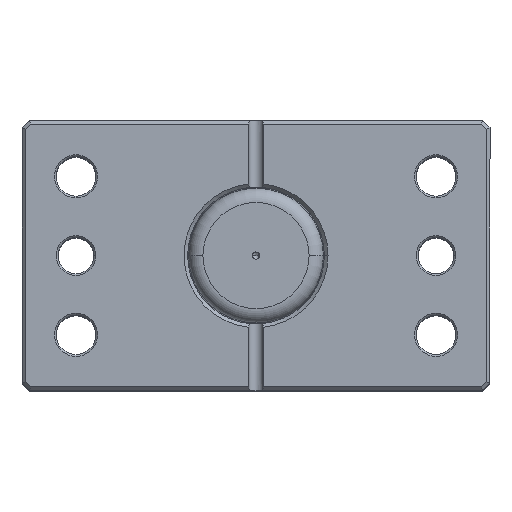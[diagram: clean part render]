
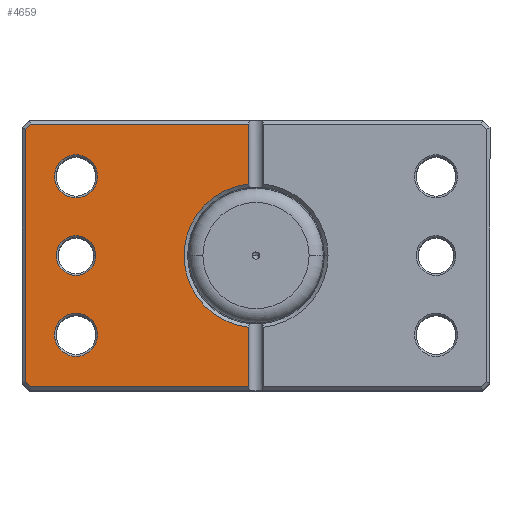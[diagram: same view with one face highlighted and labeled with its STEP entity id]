
A CAD part, top view. The second image highlights one B-rep face of the part: STEP entity #4659.
In plain terms, the highlighted face is planar.
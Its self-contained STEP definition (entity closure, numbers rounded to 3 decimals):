
#34 = CARTESIAN_POINT ( 'NONE',  ( 50., 22., 0. ) ) ;
#55 = CARTESIAN_POINT ( 'NONE',  ( 62.586, 36.5, 0. ) ) ;
#74 = EDGE_LOOP ( 'NONE', ( #5192, #590 ) ) ;
#120 = ORIENTED_EDGE ( 'NONE', *, *, #5200, .T. ) ;
#252 = DIRECTION ( 'NONE',  ( 0., 1., 0. ) ) ;
#275 = CARTESIAN_POINT ( 'NONE',  ( 56., -22., 0. ) ) ;
#329 = EDGE_CURVE ( 'NONE', #5443, #6672, #2543, .T. ) ;
#390 = EDGE_LOOP ( 'NONE', ( #1316, #6758 ) ) ;
#395 = EDGE_CURVE ( 'NONE', #4749, #3719, #3652, .T. ) ;
#412 = VERTEX_POINT ( 'NONE', #4077 ) ;
#549 = PLANE ( 'NONE',  #6575 ) ;
#572 = CARTESIAN_POINT ( 'NONE',  ( 2., 37.5, 0. ) ) ;
#581 = VERTEX_POINT ( 'NONE', #275 ) ;
#590 = ORIENTED_EDGE ( 'NONE', *, *, #2122, .T. ) ;
#849 = CARTESIAN_POINT ( 'NONE',  ( 56., 22., 0. ) ) ;
#851 = LINE ( 'NONE', #572, #4724 ) ;
#903 = CARTESIAN_POINT ( 'NONE',  ( 2., -19.9, 0. ) ) ;
#997 = FACE_OUTER_BOUND ( 'NONE', #3077, .T. ) ;
#1088 = DIRECTION ( 'NONE',  ( 0., 0., 1. ) ) ;
#1090 = CARTESIAN_POINT ( 'NONE',  ( 50., 22., 0. ) ) ;
#1091 = EDGE_CURVE ( 'NONE', #5931, #6824, #4538, .T. ) ;
#1129 = DIRECTION ( 'NONE',  ( 0., 0., 1. ) ) ;
#1187 = VECTOR ( 'NONE', #6034, 1000. ) ;
#1316 = ORIENTED_EDGE ( 'NONE', *, *, #2472, .T. ) ;
#1531 = LINE ( 'NONE', #2334, #4253 ) ;
#1663 = AXIS2_PLACEMENT_3D ( 'NONE', #6167, #2886, #6691 ) ;
#1678 = CARTESIAN_POINT ( 'NONE',  ( 2., 37.5, 0. ) ) ;
#1815 = LINE ( 'NONE', #6399, #4533 ) ;
#2122 = EDGE_CURVE ( 'NONE', #6824, #5931, #6485, .T. ) ;
#2206 = CARTESIAN_POINT ( 'NONE',  ( 2., 19.9, 0. ) ) ;
#2247 = CARTESIAN_POINT ( 'NONE',  ( 64., -35.086, 0. ) ) ;
#2334 = CARTESIAN_POINT ( 'NONE',  ( 0., 36.5, 0. ) ) ;
#2412 = EDGE_LOOP ( 'NONE', ( #120, #7104 ) ) ;
#2418 = ORIENTED_EDGE ( 'NONE', *, *, #3945, .T. ) ;
#2469 = CARTESIAN_POINT ( 'NONE',  ( 44., -22., 0. ) ) ;
#2470 = FACE_BOUND ( 'NONE', #74, .T. ) ;
#2472 = EDGE_CURVE ( 'NONE', #6795, #581, #2665, .T. ) ;
#2522 = DIRECTION ( 'NONE',  ( 0.707, -0.707, 0. ) ) ;
#2543 = LINE ( 'NONE', #6382, #6874 ) ;
#2588 = CARTESIAN_POINT ( 'NONE',  ( 50., 0., 0. ) ) ;
#2589 = EDGE_CURVE ( 'NONE', #4124, #4471, #851, .T. ) ;
#2665 = CIRCLE ( 'NONE', #5076, 6. ) ;
#2684 = ORIENTED_EDGE ( 'NONE', *, *, #6655, .T. ) ;
#2871 = CARTESIAN_POINT ( 'NONE',  ( 50., -22., 0. ) ) ;
#2873 = CARTESIAN_POINT ( 'NONE',  ( 64., 35.086, 0. ) ) ;
#2886 = DIRECTION ( 'NONE',  ( 0., 0., 1. ) ) ;
#2901 = VECTOR ( 'NONE', #3708, 1000. ) ;
#2960 = CIRCLE ( 'NONE', #1663, 20. ) ;
#3077 = EDGE_LOOP ( 'NONE', ( #4478, #5592, #2684, #6521, #3625, #6015, #4217, #2418 ) ) ;
#3093 = LINE ( 'NONE', #6418, #2901 ) ;
#3140 = DIRECTION ( 'NONE',  ( 1., 0., 0. ) ) ;
#3161 = CIRCLE ( 'NONE', #4243, 6. ) ;
#3298 = CARTESIAN_POINT ( 'NONE',  ( 62.586, -36.5, 0. ) ) ;
#3421 = DIRECTION ( 'NONE',  ( 1., 0., 0. ) ) ;
#3558 = AXIS2_PLACEMENT_3D ( 'NONE', #34, #7033, #6829 ) ;
#3625 = ORIENTED_EDGE ( 'NONE', *, *, #395, .T. ) ;
#3650 = DIRECTION ( 'NONE',  ( 1., 0., 0. ) ) ;
#3652 = LINE ( 'NONE', #5375, #4762 ) ;
#3696 = DIRECTION ( 'NONE',  ( 0., 0., 1. ) ) ;
#3708 = DIRECTION ( 'NONE',  ( -1., 0., 0. ) ) ;
#3719 = VERTEX_POINT ( 'NONE', #2873 ) ;
#3720 = CARTESIAN_POINT ( 'NONE',  ( 50., -22., 0. ) ) ;
#3854 = CARTESIAN_POINT ( 'NONE',  ( 2., -36.5, 0. ) ) ;
#3855 = CARTESIAN_POINT ( 'NONE',  ( 0., 0., 0. ) ) ;
#3901 = EDGE_CURVE ( 'NONE', #3719, #5443, #1815, .T. ) ;
#3909 = FACE_BOUND ( 'NONE', #2412, .T. ) ;
#3945 = EDGE_CURVE ( 'NONE', #6672, #4124, #3093, .T. ) ;
#4052 = DIRECTION ( 'NONE',  ( 1., 0., 0. ) ) ;
#4077 = CARTESIAN_POINT ( 'NONE',  ( 55.5, 0., 0. ) ) ;
#4124 = VERTEX_POINT ( 'NONE', #3854 ) ;
#4217 = ORIENTED_EDGE ( 'NONE', *, *, #329, .T. ) ;
#4243 = AXIS2_PLACEMENT_3D ( 'NONE', #2871, #6678, #3421 ) ;
#4251 = EDGE_CURVE ( 'NONE', #581, #6795, #3161, .T. ) ;
#4253 = VECTOR ( 'NONE', #5623, 1000. ) ;
#4260 = CARTESIAN_POINT ( 'NONE',  ( 44.5, 0., 0. ) ) ;
#4379 = CARTESIAN_POINT ( 'NONE',  ( 50., 0., 0. ) ) ;
#4420 = DIRECTION ( 'NONE',  ( 0., 0., 1. ) ) ;
#4471 = VERTEX_POINT ( 'NONE', #903 ) ;
#4478 = ORIENTED_EDGE ( 'NONE', *, *, #2589, .T. ) ;
#4533 = VECTOR ( 'NONE', #5860, 1000. ) ;
#4538 = CIRCLE ( 'NONE', #5854, 6. ) ;
#4659 = ADVANCED_FACE ( 'NONE', ( #3909, #6798, #2470, #997 ), #549, .F. ) ;
#4724 = VECTOR ( 'NONE', #252, 1000. ) ;
#4735 = CARTESIAN_POINT ( 'NONE',  ( 2., 36.5, 0. ) ) ;
#4749 = VERTEX_POINT ( 'NONE', #55 ) ;
#4762 = VECTOR ( 'NONE', #2522, 1000. ) ;
#4934 = DIRECTION ( 'NONE',  ( 1., 0., 0. ) ) ;
#4976 = DIRECTION ( 'NONE',  ( 1., 0., 0. ) ) ;
#5076 = AXIS2_PLACEMENT_3D ( 'NONE', #3720, #3696, #3650 ) ;
#5192 = ORIENTED_EDGE ( 'NONE', *, *, #1091, .T. ) ;
#5200 = EDGE_CURVE ( 'NONE', #5849, #412, #6308, .T. ) ;
#5375 = CARTESIAN_POINT ( 'NONE',  ( 49.543, 49.543, 0. ) ) ;
#5443 = VERTEX_POINT ( 'NONE', #2247 ) ;
#5449 = CARTESIAN_POINT ( 'NONE',  ( 44., 22., 0. ) ) ;
#5525 = EDGE_CURVE ( 'NONE', #4471, #6635, #2960, .T. ) ;
#5539 = EDGE_CURVE ( 'NONE', #6373, #4749, #1531, .T. ) ;
#5560 = LINE ( 'NONE', #1678, #1187 ) ;
#5592 = ORIENTED_EDGE ( 'NONE', *, *, #5525, .T. ) ;
#5623 = DIRECTION ( 'NONE',  ( 1., 0., 0. ) ) ;
#5837 = DIRECTION ( 'NONE',  ( -0.707, -0.707, 0. ) ) ;
#5849 = VERTEX_POINT ( 'NONE', #4260 ) ;
#5854 = AXIS2_PLACEMENT_3D ( 'NONE', #1090, #4420, #4052 ) ;
#5860 = DIRECTION ( 'NONE',  ( 0., -1., 0. ) ) ;
#5931 = VERTEX_POINT ( 'NONE', #5449 ) ;
#5956 = EDGE_CURVE ( 'NONE', #412, #5849, #6581, .T. ) ;
#6015 = ORIENTED_EDGE ( 'NONE', *, *, #3901, .T. ) ;
#6034 = DIRECTION ( 'NONE',  ( 0., 1., 0. ) ) ;
#6167 = CARTESIAN_POINT ( 'NONE',  ( 0., 0., 0. ) ) ;
#6308 = CIRCLE ( 'NONE', #7036, 5.5 ) ;
#6373 = VERTEX_POINT ( 'NONE', #4735 ) ;
#6382 = CARTESIAN_POINT ( 'NONE',  ( 49.543, -49.543, 0. ) ) ;
#6399 = CARTESIAN_POINT ( 'NONE',  ( 64., 0., 0. ) ) ;
#6412 = DIRECTION ( 'NONE',  ( 0., 0., 1. ) ) ;
#6418 = CARTESIAN_POINT ( 'NONE',  ( 0., -36.5, 0. ) ) ;
#6485 = CIRCLE ( 'NONE', #3558, 6. ) ;
#6521 = ORIENTED_EDGE ( 'NONE', *, *, #5539, .T. ) ;
#6575 = AXIS2_PLACEMENT_3D ( 'NONE', #3855, #1129, #4976 ) ;
#6581 = CIRCLE ( 'NONE', #6620, 5.5 ) ;
#6620 = AXIS2_PLACEMENT_3D ( 'NONE', #4379, #1088, #4934 ) ;
#6635 = VERTEX_POINT ( 'NONE', #2206 ) ;
#6655 = EDGE_CURVE ( 'NONE', #6635, #6373, #5560, .T. ) ;
#6672 = VERTEX_POINT ( 'NONE', #3298 ) ;
#6678 = DIRECTION ( 'NONE',  ( 0., 0., 1. ) ) ;
#6691 = DIRECTION ( 'NONE',  ( 1., 0., 0. ) ) ;
#6758 = ORIENTED_EDGE ( 'NONE', *, *, #4251, .T. ) ;
#6795 = VERTEX_POINT ( 'NONE', #2469 ) ;
#6798 = FACE_BOUND ( 'NONE', #390, .T. ) ;
#6824 = VERTEX_POINT ( 'NONE', #849 ) ;
#6829 = DIRECTION ( 'NONE',  ( 1., 0., 0. ) ) ;
#6874 = VECTOR ( 'NONE', #5837, 1000. ) ;
#7033 = DIRECTION ( 'NONE',  ( 0., 0., 1. ) ) ;
#7036 = AXIS2_PLACEMENT_3D ( 'NONE', #2588, #6412, #3140 ) ;
#7104 = ORIENTED_EDGE ( 'NONE', *, *, #5956, .T. ) ;
